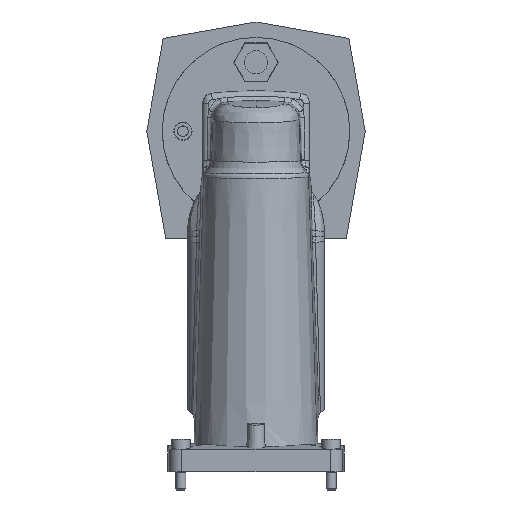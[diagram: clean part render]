
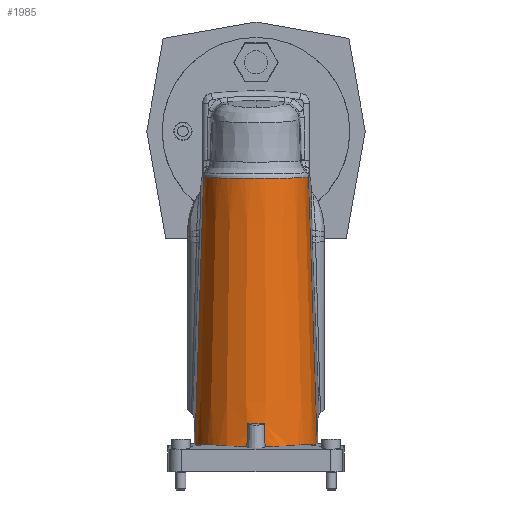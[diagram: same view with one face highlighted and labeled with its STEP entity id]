
A CAD part, front view. The second image highlights one B-rep face of the part: STEP entity #1985.
In plain terms, the highlighted conical face has half-angle 1.86 degrees and reference radius 30.25 mm.
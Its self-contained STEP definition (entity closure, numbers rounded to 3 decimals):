
#1379=(
BOUNDED_CURVE()
B_SPLINE_CURVE(1,(#11038,#11039,#11040),.UNSPECIFIED.,.F.,.F.)
B_SPLINE_CURVE_WITH_KNOTS((2,1,2),(0.,0.568,1.),
 .UNSPECIFIED.)
CURVE()
GEOMETRIC_REPRESENTATION_ITEM()
RATIONAL_B_SPLINE_CURVE((1.045,1.045,1.045))
REPRESENTATION_ITEM('')
);
#1436=ELLIPSE('',#7953,5281.652,67.868);
#1437=ELLIPSE('',#7955,5281.652,67.868);
#1451=ELLIPSE('',#7988,30.178,30.03);
#1453=ELLIPSE('',#7990,30.178,30.03);
#1458=ELLIPSE('',#8002,30.134,30.001);
#1460=ELLIPSE('',#8005,30.134,30.001);
#1467=ELLIPSE('',#8021,29.788,29.674);
#1536=B_SPLINE_CURVE_WITH_KNOTS('',3,(#11056,#11057,#11058,#11059,#11060,
#11061,#11062,#11063,#11064,#11065,#11066,#11067,#11068,#11069),
 .UNSPECIFIED.,.F.,.F.,(4,2,2,2,2,2,4),(0.,0.125,0.25,0.375,0.5,0.75,1.),
 .UNSPECIFIED.);
#1687=CONICAL_SURFACE('',#8022,30.25,1.86);
#1985=ADVANCED_FACE('',(#2564),#1687,.T.);
#2564=FACE_OUTER_BOUND('',#2928,.T.);
#2928=EDGE_LOOP('',(#4055,#4056,#4057,#4058,#4059,#4060,#4061,#4062,#4063,
#4064));
#4055=ORIENTED_EDGE('',*,*,#6163,.F.);
#4056=ORIENTED_EDGE('',*,*,#6143,.F.);
#4057=ORIENTED_EDGE('',*,*,#6077,.F.);
#4058=ORIENTED_EDGE('',*,*,#6196,.F.);
#4059=ORIENTED_EDGE('',*,*,#6075,.F.);
#4060=ORIENTED_EDGE('',*,*,#6141,.F.);
#4061=ORIENTED_EDGE('',*,*,#6161,.F.);
#4062=ORIENTED_EDGE('',*,*,#6095,.T.);
#4063=ORIENTED_EDGE('',*,*,#6197,.T.);
#4064=ORIENTED_EDGE('',*,*,#6190,.F.);
#5402=VERTEX_POINT('',#10602);
#5403=VERTEX_POINT('',#10604);
#5404=VERTEX_POINT('',#10608);
#5405=VERTEX_POINT('',#10609);
#5420=VERTEX_POINT('',#10646);
#5421=VERTEX_POINT('',#10648);
#5448=VERTEX_POINT('',#10786);
#5449=VERTEX_POINT('',#10790);
#5459=VERTEX_POINT('',#10883);
#5474=VERTEX_POINT('',#11041);
#6075=EDGE_CURVE('',#5402,#5403,#1436,.T.);
#6077=EDGE_CURVE('',#5404,#5405,#1437,.T.);
#6095=EDGE_CURVE('',#5421,#5420,#6909,.T.);
#6141=EDGE_CURVE('',#5448,#5402,#1451,.T.);
#6143=EDGE_CURVE('',#5405,#5449,#1453,.T.);
#6161=EDGE_CURVE('',#5421,#5448,#1458,.T.);
#6163=EDGE_CURVE('',#5449,#5459,#1460,.T.);
#6190=EDGE_CURVE('',#5459,#5474,#1379,.T.);
#6196=EDGE_CURVE('',#5403,#5404,#1467,.T.);
#6197=EDGE_CURVE('',#5420,#5474,#1536,.T.);
#6909=LINE('',#10647,#7445);
#7445=VECTOR('',#8846,1.);
#7953=AXIS2_PLACEMENT_3D('',#10603,#8817,#8818);
#7955=AXIS2_PLACEMENT_3D('',#10607,#8822,#8823);
#7988=AXIS2_PLACEMENT_3D('',#10787,#8930,#8931);
#7990=AXIS2_PLACEMENT_3D('',#10789,#8934,#8935);
#8002=AXIS2_PLACEMENT_3D('',#10879,#8962,#8963);
#8005=AXIS2_PLACEMENT_3D('',#10882,#8968,#8969);
#8021=AXIS2_PLACEMENT_3D('',#11055,#9006,#9007);
#8022=AXIS2_PLACEMENT_3D('',#11070,#9008,#9009);
#8817=DIRECTION('',(-0.999,0.035,-0.035));
#8818=DIRECTION('',(0.035,-0.001,-0.999));
#8822=DIRECTION('',(0.999,0.035,-0.035));
#8823=DIRECTION('',(-0.035,-0.001,-0.999));
#8846=DIRECTION('',(-0.032,0.001,0.999));
#8930=DIRECTION('',(0.,0.099,-0.995));
#8931=DIRECTION('',(0.,-0.995,-0.099));
#8934=DIRECTION('',(0.,0.099,-0.995));
#8935=DIRECTION('',(0.,-0.995,-0.099));
#8962=DIRECTION('',(-0.087,0.035,-0.996));
#8963=DIRECTION('',(0.924,-0.37,-0.094));
#8968=DIRECTION('',(0.087,0.035,-0.996));
#8969=DIRECTION('',(-0.924,-0.37,-0.094));
#9006=DIRECTION('',(0.,0.087,-0.996));
#9007=DIRECTION('',(0.,-0.996,-0.087));
#9008=DIRECTION('',(0.,0.,-1.));
#9009=DIRECTION('',(-1.,0.,0.));
#10602=CARTESIAN_POINT('',(4.488,-29.79,12.313));
#10603=CARTESIAN_POINT('',(171.273,-5.985,-4737.072));
#10604=CARTESIAN_POINT('',(4.103,-29.474,23.658));
#10607=CARTESIAN_POINT('',(-171.273,-5.985,-4737.072));
#10608=CARTESIAN_POINT('',(-4.103,-29.474,23.658));
#10609=CARTESIAN_POINT('',(-4.488,-29.79,12.313));
#10646=CARTESIAN_POINT('',(25.793,-0.901,145.294));
#10647=CARTESIAN_POINT('',(28.536,-0.997,60.75));
#10648=CARTESIAN_POINT('',(30.069,-1.05,13.518));
#10786=CARTESIAN_POINT('',(23.88,-18.306,13.454));
#10787=CARTESIAN_POINT('',(0.,-0.097,15.264));
#10789=CARTESIAN_POINT('',(0.,-0.097,15.264));
#10790=CARTESIAN_POINT('',(-23.88,-18.306,13.454));
#10879=CARTESIAN_POINT('',(0.085,-0.034,16.176));
#10882=CARTESIAN_POINT('',(-0.085,-0.034,16.176));
#10883=CARTESIAN_POINT('',(-30.069,-1.05,13.518));
#11038=CARTESIAN_POINT('',(-30.232,-1.056,8.5));
#11039=CARTESIAN_POINT('',(-26.841,-0.937,113.));
#11040=CARTESIAN_POINT('',(-24.259,-0.847,192.556));
#11041=CARTESIAN_POINT('',(-25.793,-0.901,145.294));
#11055=CARTESIAN_POINT('',(0.,-0.084,26.23));
#11056=CARTESIAN_POINT('',(25.793,-0.901,145.294));
#11057=CARTESIAN_POINT('',(25.68,-4.233,145.191));
#11058=CARTESIAN_POINT('',(24.913,-7.523,145.089));
#11059=CARTESIAN_POINT('',(22.238,-13.529,144.904));
#11060=CARTESIAN_POINT('',(20.296,-16.303,144.818));
#11061=CARTESIAN_POINT('',(15.565,-20.872,144.677));
#11062=CARTESIAN_POINT('',(12.732,-22.715,144.62));
#11063=CARTESIAN_POINT('',(6.619,-25.187,144.544));
#11064=CARTESIAN_POINT('',(3.319,-25.833,144.524));
#11065=CARTESIAN_POINT('',(-6.618,-25.835,144.524));
#11066=CARTESIAN_POINT('',(-13.171,-23.187,144.606));
#11067=CARTESIAN_POINT('',(-22.697,-13.981,144.89));
#11068=CARTESIAN_POINT('',(-25.567,-7.564,145.088));
#11069=CARTESIAN_POINT('',(-25.793,-0.901,145.294));
#11070=CARTESIAN_POINT('',(0.,0.,8.5));
